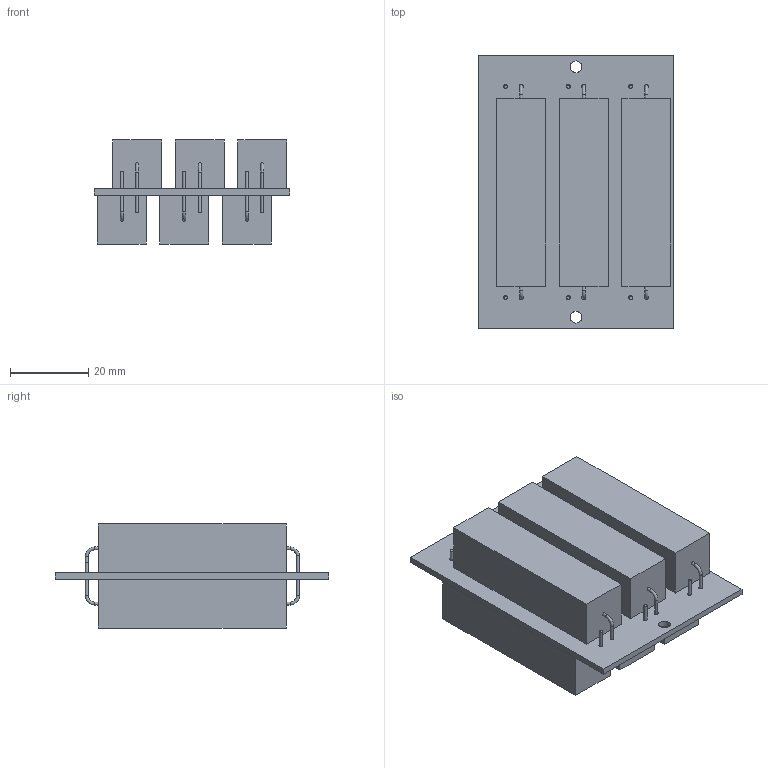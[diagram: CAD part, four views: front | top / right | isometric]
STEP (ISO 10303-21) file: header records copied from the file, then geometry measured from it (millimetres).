
FILE_DESCRIPTION(('Open CASCADE Model'),'2;1');
FILE_NAME('Open CASCADE Shape Model','2021-05-05T07:01:39',('Author'),( 'Open CASCADE'),'Open CASCADE STEP processor 6.8','Open CASCADE 6.8' ,'Unknown');
FILE_SCHEMA(('AUTOMOTIVE_DESIGN { 1 0 10303 214 1 1 1 1 }'));
Length unit declared in the file: millimetre
Products named in the file (9): PCB; Board; R6; AXIAL-POWER; R5; R4; R3; R2; R1
Assembly tree (13 placements, depth 3):
  PCB
    Board
    R6
      AXIAL-POWER
    R5
      AXIAL-POWER
    R4
      AXIAL-POWER
    R3
      AXIAL-POWER
    R2
      AXIAL-POWER
    R1
      AXIAL-POWER
Bounding box: 50 x 70 x 26.59 mm (x, y, z)
Volume: 50614 mm3; surface area: 24107.2 mm2
Topology: 7 solids, 7 shells, 104 faces, 234 edges, 156 vertices
Faces by surface type: plane 54, cylinder 38, torus 12
Full cylindrical faces by diameter (mm): 0.8 x24, 1 x12, 3 x2
Entity records: 1366 total; most frequent: DIRECTION 222, CARTESIAN_POINT 188, ORIENTED_EDGE 168, AXIS2_PLACEMENT_3D 90, EDGE_CURVE 84, FACE_BOUND 64, EDGE_LOOP 64, VERTEX_POINT 56
